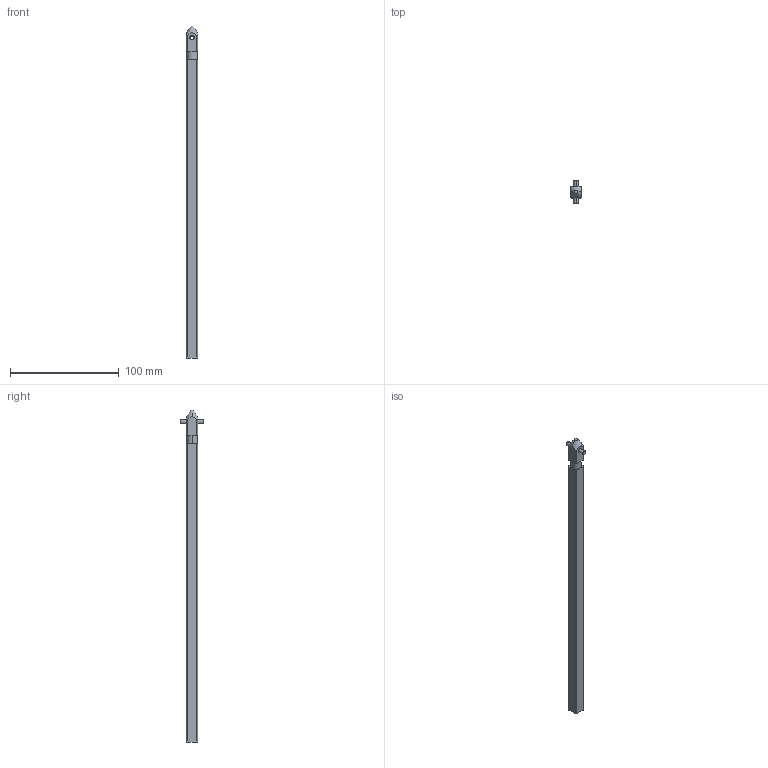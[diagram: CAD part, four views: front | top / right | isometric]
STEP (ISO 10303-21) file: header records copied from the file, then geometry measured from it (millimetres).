
FILE_DESCRIPTION (( 'STEP AP203' ), '1' );
FILE_NAME ('GCBX1-SFT-12.step', '2022-05-02T18:30:21', ( '' ), ( '' ), 'SwSTEP 2.0', 'SolidWorks 2021', '' );
FILE_SCHEMA (( 'CONFIG_CONTROL_DESIGN' ));
Length unit declared in the file: inch
Products named in the file (1): GCBX1-SFT-12
Bounding box: 10.16 x 21.5 x 304.8 mm (x, y, z)
Volume: 30473.8 mm3; surface area: 12472.8 mm2
Topology: 2 solids, 2 shells, 37 faces, 93 edges, 62 vertices
Faces by surface type: cylinder 17, plane 17, cone 2, bspline 1
Entity records: 1329 total; most frequent: CARTESIAN_POINT 346, DIRECTION 189, ORIENTED_EDGE 186, EDGE_CURVE 93, AXIS2_PLACEMENT_3D 69, VERTEX_POINT 62, VECTOR 51, LINE 51
